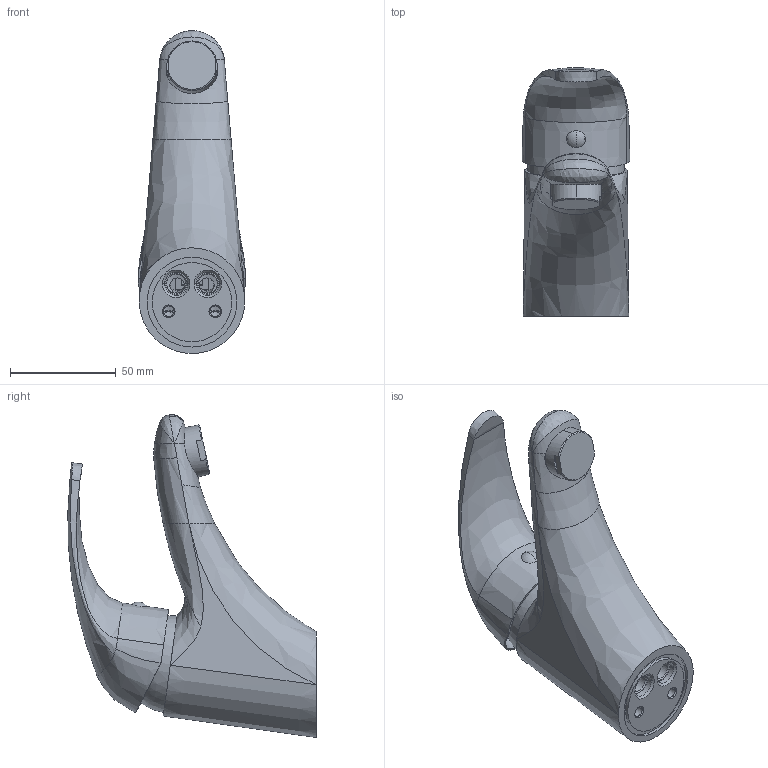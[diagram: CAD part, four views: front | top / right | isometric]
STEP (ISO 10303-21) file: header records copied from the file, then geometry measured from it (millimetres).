
FILE_DESCRIPTION((''),'2;1');
FILE_NAME('ND071CR','2021-11-10T10:00:04',('ut3'),('PAFFONI SpA'),'CREO PARAMETRIC BY PTC INC, 2020044','CREO PARAMETRIC BY PTC INC, 2020044','');
FILE_SCHEMA(('CONFIG_CONTROL_DESIGN','SHAPE_APPEARANCE_LAYERS_GROUPS'));
Length unit declared in the file: millimetre
Products named in the file (1): ND071CR
Bounding box: 51 x 117.52 x 152.79 mm (x, y, z)
Volume: 209593.9 mm3; surface area: 53073.4 mm2
Topology: 1 solids, 1 shells, 179 faces, 452 edges, 271 vertices
Faces by surface type: plane 58, cylinder 46, cone 42, bspline 27, torus 4, sphere 2
Entity records: 9163 total; most frequent: CARTESIAN_POINT 3846, ORIENTED_EDGE 860, DIRECTION 784, EDGE_CURVE 430, AXIS2_PLACEMENT_3D 299, VERTEX_POINT 271, EDGE_LOOP 199, VECTOR 186
